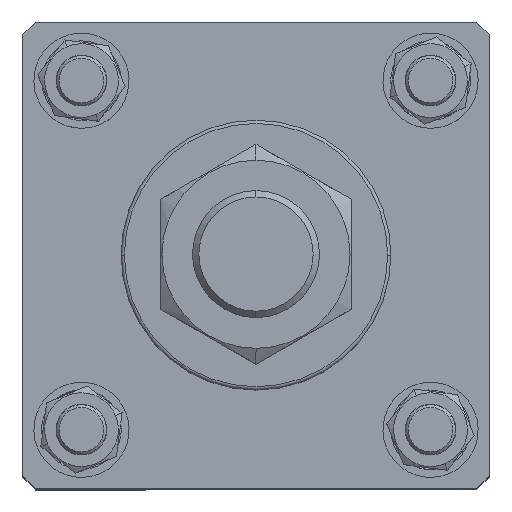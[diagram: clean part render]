
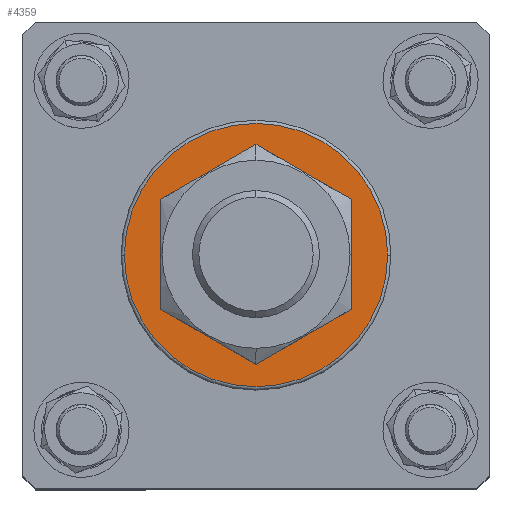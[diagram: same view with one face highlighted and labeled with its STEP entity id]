
A CAD part, top view. The second image highlights one B-rep face of the part: STEP entity #4359.
In plain terms, the highlighted face is planar.
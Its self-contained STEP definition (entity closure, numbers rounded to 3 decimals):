
#44 = EDGE_CURVE ( 'NONE', #540, #613, #6740, .T. ) ;
#109 = EDGE_CURVE ( 'NONE', #633, #652, #6626, .T. ) ;
#179 = ORIENTED_EDGE ( 'NONE', *, *, #1757, .T. ) ;
#180 = ORIENTED_EDGE ( 'NONE', *, *, #44, .T. ) ;
#186 = ORIENTED_EDGE ( 'NONE', *, *, #1816, .T. ) ;
#187 = ORIENTED_EDGE ( 'NONE', *, *, #109, .T. ) ;
#540 = VERTEX_POINT ( 'NONE', #3581 ) ;
#613 = VERTEX_POINT ( 'NONE', #3653 ) ;
#633 = VERTEX_POINT ( 'NONE', #3672 ) ;
#652 = VERTEX_POINT ( 'NONE', #3691 ) ;
#880 = CIRCLE ( 'NONE', #1555, 41.5 ) ;
#1169 = CARTESIAN_POINT ( 'NONE',  ( 0., 0., -31. ) ) ;
#1170 = DIRECTION ( 'NONE',  ( 0., 0., 1. ) ) ;
#1171 = DIRECTION ( 'NONE',  ( -1., 0., 0. ) ) ;
#1417 = CARTESIAN_POINT ( 'NONE',  ( 0., 0., -31. ) ) ;
#1418 = DIRECTION ( 'NONE',  ( 0., 0., -1. ) ) ;
#1419 = DIRECTION ( 'NONE',  ( -1., 0., 0. ) ) ;
#1555 = AXIS2_PLACEMENT_3D ( 'NONE', #1417, #1418, #1419 ) ;
#1581 = AXIS2_PLACEMENT_3D ( 'NONE', #1169, #1170, #1171 ) ;
#1640 = AXIS2_PLACEMENT_3D ( 'NONE', #1896, #1897, #1911 ) ;
#1677 = AXIS2_PLACEMENT_3D ( 'NONE', #5083, #5108, #5069 ) ;
#1757 = EDGE_CURVE ( 'NONE', #613, #540, #6562, .T. ) ;
#1816 = EDGE_CURVE ( 'NONE', #652, #633, #880, .T. ) ;
#1896 = CARTESIAN_POINT ( 'NONE',  ( 0., 0., -31. ) ) ;
#1897 = DIRECTION ( 'NONE',  ( 0., 0., -1. ) ) ;
#1911 = DIRECTION ( 'NONE',  ( -1., 0., 0. ) ) ;
#2122 = CARTESIAN_POINT ( 'NONE',  ( 0., 0., -31. ) ) ;
#2127 = PLANE ( 'NONE',  #5742 ) ;
#2129 = DIRECTION ( 'NONE',  ( 0., 0., -1. ) ) ;
#2130 = DIRECTION ( 'NONE',  ( -1., 0., 0. ) ) ;
#2614 = FACE_BOUND ( 'NONE', #3825, .T. ) ;
#2615 = FACE_OUTER_BOUND ( 'NONE', #3774, .T. ) ;
#3581 = CARTESIAN_POINT ( 'NONE',  ( -25.933, 0., -31. ) ) ;
#3653 = CARTESIAN_POINT ( 'NONE',  ( 25.933, 0., -31. ) ) ;
#3672 = CARTESIAN_POINT ( 'NONE',  ( -41.5, 0., -31. ) ) ;
#3691 = CARTESIAN_POINT ( 'NONE',  ( 41.5, 0., -31. ) ) ;
#3774 = EDGE_LOOP ( 'NONE', ( #187, #186 ) ) ;
#3825 = EDGE_LOOP ( 'NONE', ( #180, #179 ) ) ;
#4359 = ADVANCED_FACE ( 'NONE', ( #2614, #2615 ), #2127, .T. ) ;
#5069 = DIRECTION ( 'NONE',  ( -1., 0., 0. ) ) ;
#5083 = CARTESIAN_POINT ( 'NONE',  ( 0., 0., -31. ) ) ;
#5108 = DIRECTION ( 'NONE',  ( 0., 0., 1. ) ) ;
#5742 = AXIS2_PLACEMENT_3D ( 'NONE', #2122, #2129, #2130 ) ;
#6562 = CIRCLE ( 'NONE', #1581, 25.933 ) ;
#6626 = CIRCLE ( 'NONE', #1640, 41.5 ) ;
#6740 = CIRCLE ( 'NONE', #1677, 25.933 ) ;
